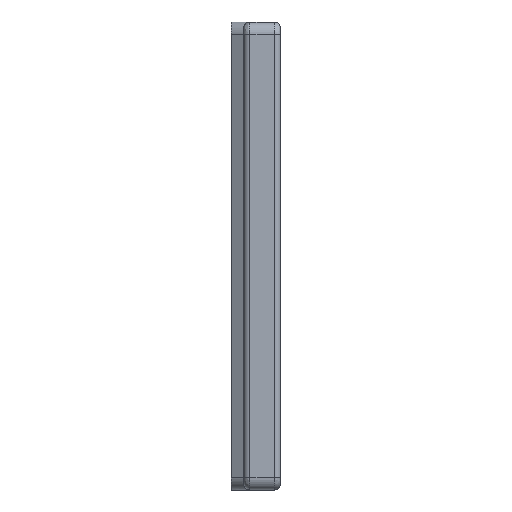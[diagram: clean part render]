
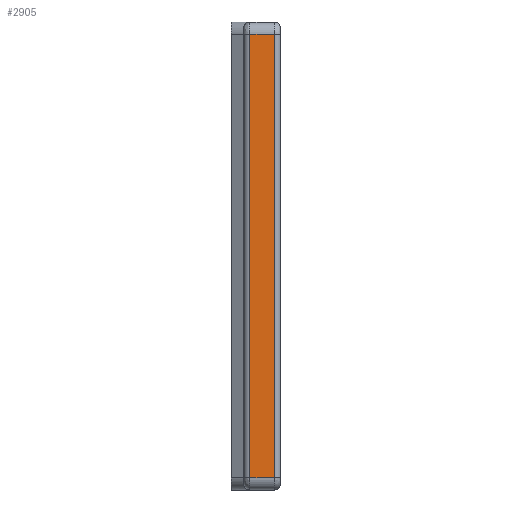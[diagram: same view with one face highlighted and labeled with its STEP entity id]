
A CAD part, left-side view. The second image highlights one B-rep face of the part: STEP entity #2905.
In plain terms, the highlighted planar face has unit normal (-1, 0, 0).
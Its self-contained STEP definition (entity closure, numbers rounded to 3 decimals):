
#360=LINE('',#5032,#586);
#369=LINE('',#5074,#595);
#370=LINE('',#5078,#596);
#371=LINE('',#5079,#597);
#586=VECTOR('',#4137,10.);
#595=VECTOR('',#4156,10.);
#596=VECTOR('',#4161,10.);
#597=VECTOR('',#4162,10.);
#763=FACE_OUTER_BOUND('',#959,.T.);
#959=EDGE_LOOP('',(#2541,#2542,#2543,#2544));
#1409=VERTEX_POINT('',#5026);
#1410=VERTEX_POINT('',#5030);
#1419=VERTEX_POINT('',#5073);
#1420=VERTEX_POINT('',#5077);
#1797=EDGE_CURVE('',#1409,#1410,#360,.T.);
#1809=EDGE_CURVE('',#1410,#1419,#369,.T.);
#1811=EDGE_CURVE('',#1420,#1409,#370,.T.);
#1812=EDGE_CURVE('',#1419,#1420,#371,.T.);
#2541=ORIENTED_EDGE('',*,*,#1797,.F.);
#2542=ORIENTED_EDGE('',*,*,#1811,.F.);
#2543=ORIENTED_EDGE('',*,*,#1812,.F.);
#2544=ORIENTED_EDGE('',*,*,#1809,.F.);
#2747=PLANE('',#3277);
#2905=ADVANCED_FACE('',(#763),#2747,.T.);
#3277=AXIS2_PLACEMENT_3D('',#5076,#4159,#4160);
#4137=DIRECTION('',(0.,0.,1.));
#4156=DIRECTION('',(0.,-1.,0.));
#4159=DIRECTION('center_axis',(-1.,0.,0.));
#4160=DIRECTION('ref_axis',(0.,0.,1.));
#4161=DIRECTION('',(0.,1.,0.));
#4162=DIRECTION('',(0.,0.,-1.));
#5026=CARTESIAN_POINT('',(0.,2.5,-37.));
#5030=CARTESIAN_POINT('',(0.,2.5,-1.));
#5032=CARTESIAN_POINT('',(0.,2.5,-28.5));
#5073=CARTESIAN_POINT('',(0.,0.5,-1.));
#5074=CARTESIAN_POINT('',(0.,0.,-1.));
#5076=CARTESIAN_POINT('Origin',(0.,0.,-38.));
#5077=CARTESIAN_POINT('',(0.,0.5,-37.));
#5078=CARTESIAN_POINT('',(0.,0.,-37.));
#5079=CARTESIAN_POINT('',(0.,0.5,-28.5));
